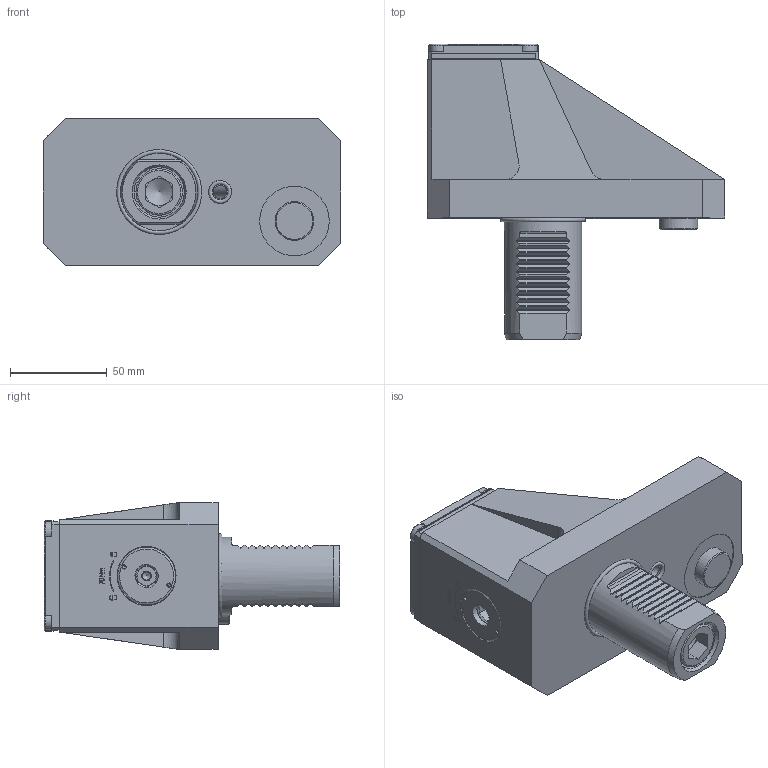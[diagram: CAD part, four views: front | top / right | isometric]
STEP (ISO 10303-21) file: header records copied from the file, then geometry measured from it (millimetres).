
FILE_DESCRIPTION (( 'STEP AP214' ), '1' );
FILE_NAME ('RER.PB5.VM4.090-11.STEP', '2021-04-09T06:59:05', ( '' ), ( '' ), 'SwSTEP 2.0', 'SolidWorks 2017', '' );
FILE_SCHEMA (( 'AUTOMOTIVE_DESIGN' ));
Length unit declared in the file: millimetre
Products named in the file (28): ISO 8734 - 5 x 12_PreviewCfg; O-Ring_1.50-AD31.50; U50-PS5.BER.005_A; 786.19200.106.0; ISO 8752 3x10; 986.19200.000.1; 777.18513.002.1.01.01.01; 18513_Zugfeder_0.32x1.80x21; 765.18513.001.0.05; O-Ring_1.50-AD15.00; DIN 3771 - 48x1.5_vorgespannt; U50-PS5.BER.042_B; RER.PB5.VM4.090-11; ISO 4026 - M5 x 5; RER-PB5.VM4.090-11_C; DIN 3771 - 40x2; VD4-ER1.040.066_abgefräst; ISO 4762 - M16 x 65; DIN 7984 - M6 x 16; DIN 3771 - 17x2; U50-PS5.BER.008; O-Ring_1.50-AD20.00; 763.18513.001.1; DIN 3771 - 8x2; ISO 4762 - M4 x 40-12.9_PreviewCfg; U50-PS5.029.008_C; U50-PS5.BER.003_A
Assembly tree (37 placements, depth 4):
  RER.PB5.VM4.090-11
    RER-PB5.VM4.090-11_C
    U50-PS5.BER.008
      U50-PS5.029.008_C
      U50-PS5.BER.042_B
      ISO 4762 - M4 x 40-12.9_PreviewCfg  x2
      DIN 7984 - M6 x 16  x4
      U50-PS5.BER.003_A
      986.19200.000.1
        777.18513.002.1.01.01.01  x2
        765.18513.001.0.05  x6
        O-Ring_1.50-AD31.50
        O-Ring_1.50-AD20.00
        O-Ring_1.50-AD15.00
        763.18513.001.1
        18513_Zugfeder_0.32x1.80x21
        786.19200.106.0
      U50-PS5.BER.005_A
      DIN 3771 - 17x2
      ISO 4026 - M5 x 5
      ISO 8752 3x10
      DIN 3771 - 48x1.5_vorgespannt
    VD4-ER1.040.066_abgefräst
      VD4-ER1.040.066_abgefräst
      ISO 4762 - M16 x 65
      ISO 8734 - 5 x 12_PreviewCfg
      DIN 3771 - 40x2
    DIN 3771 - 8x2
Bounding box: 154 x 153 x 76 mm (x, y, z)
Volume: 600721.3 mm3; surface area: 139434.4 mm2
Topology: 34 solids, 34 shells, 958 faces, 2632 edges, 1763 vertices
Faces by surface type: plane 415, cylinder 227, cone 169, bspline 116, torus 29, sphere 2
Full cylindrical faces by diameter (mm): 2.1 x2, 3 x3, 3.3 x2, 4 x2, 4.17 x3, 4.2 x7, 5 x8, 6 x4, 6.2 x4, 6.8 x2, 7 x3, 7.1 x1, 9.8 x1, 10 x4, 12 x2, 12.8 x2, 12.9 x1, 13 x2, 14 x1, 14.95 x1, 15 x3, 15.8 x1, 16 x1, 17 x1, 17.8 x2, 19 x1, 19.7 x1, 20 x5, 20.7 x1, 21 x1
Entity records: 31545 total; most frequent: CARTESIAN_POINT 12230, ORIENTED_EDGE 3156, DIRECTION 2876, EDGE_CURVE 1578, VERTEX_POINT 1202, AXIS2_PLACEMENT_3D 1107, EDGE_LOOP 952, FACE_OUTER_BOUND 783
